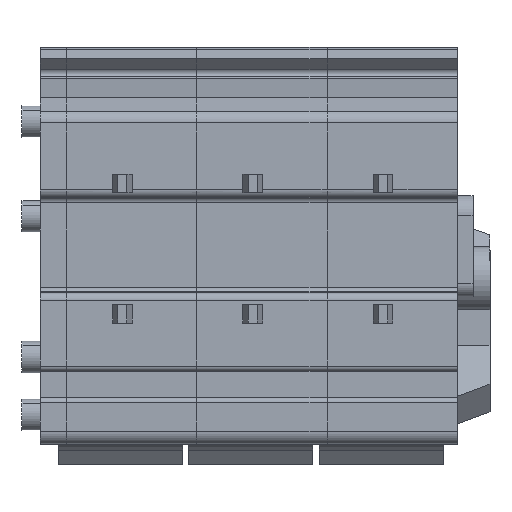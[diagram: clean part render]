
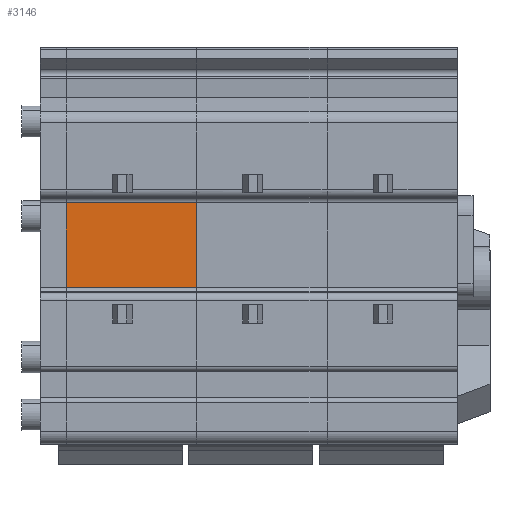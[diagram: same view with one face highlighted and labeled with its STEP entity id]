
A CAD part, front view. The second image highlights one B-rep face of the part: STEP entity #3146.
In plain terms, the highlighted face is planar.
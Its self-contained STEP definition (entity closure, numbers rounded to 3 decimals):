
#73 = ORIENTED_EDGE ( 'NONE', *, *, #3973, .F. ) ;
#312 = DIRECTION ( 'NONE',  ( 0.707, 0.707, 0. ) ) ;
#529 = CARTESIAN_POINT ( 'NONE',  ( 226.322, 242.575, -6. ) ) ;
#541 = VECTOR ( 'NONE', #312, 1000. ) ;
#565 = ORIENTED_EDGE ( 'NONE', *, *, #1868, .T. ) ;
#759 = CARTESIAN_POINT ( 'NONE',  ( 226.322, 242.575, -11. ) ) ;
#786 = VERTEX_POINT ( 'NONE', #1628 ) ;
#1283 = VECTOR ( 'NONE', #7163, 1000. ) ;
#1628 = CARTESIAN_POINT ( 'NONE',  ( 226.322, 242.575, -11. ) ) ;
#1868 = EDGE_CURVE ( 'NONE', #786, #3049, #6626, .T. ) ;
#1916 = CARTESIAN_POINT ( 'NONE',  ( 228.613, 244.866, -11. ) ) ;
#2269 = DIRECTION ( 'NONE',  ( -0.707, -0.707, 0. ) ) ;
#3049 = VERTEX_POINT ( 'NONE', #529 ) ;
#3146 = ADVANCED_FACE ( 'NONE', ( #5820 ), #7906, .F. ) ;
#3235 = CARTESIAN_POINT ( 'NONE',  ( 228.613, 244.866, -6. ) ) ;
#3973 = EDGE_CURVE ( 'NONE', #786, #7157, #6885, .T. ) ;
#4212 = DIRECTION ( 'NONE',  ( 0.707, -0.707, 0. ) ) ;
#4472 = CARTESIAN_POINT ( 'NONE',  ( 228.613, 244.866, -6. ) ) ;
#4586 = AXIS2_PLACEMENT_3D ( 'NONE', #5473, #4212, #2269 ) ;
#5075 = LINE ( 'NONE', #1916, #1283 ) ;
#5332 = EDGE_CURVE ( 'NONE', #5771, #3049, #5729, .T. ) ;
#5473 = CARTESIAN_POINT ( 'NONE',  ( 228.613, 244.866, 8.73 ) ) ;
#5690 = ORIENTED_EDGE ( 'NONE', *, *, #6191, .F. ) ;
#5729 = LINE ( 'NONE', #3235, #5751 ) ;
#5751 = VECTOR ( 'NONE', #5769, 1000. ) ;
#5769 = DIRECTION ( 'NONE',  ( -0.707, -0.707, 0. ) ) ;
#5771 = VERTEX_POINT ( 'NONE', #4472 ) ;
#5820 = FACE_OUTER_BOUND ( 'NONE', #7648, .T. ) ;
#6160 = CARTESIAN_POINT ( 'NONE',  ( 226.322, 242.575, -11. ) ) ;
#6191 = EDGE_CURVE ( 'NONE', #7157, #5771, #5075, .T. ) ;
#6626 = LINE ( 'NONE', #759, #8443 ) ;
#6885 = LINE ( 'NONE', #6160, #541 ) ;
#7055 = CARTESIAN_POINT ( 'NONE',  ( 228.613, 244.866, -11. ) ) ;
#7157 = VERTEX_POINT ( 'NONE', #7055 ) ;
#7163 = DIRECTION ( 'NONE',  ( 0., 0., 1. ) ) ;
#7326 = DIRECTION ( 'NONE',  ( 0., 0., 1. ) ) ;
#7648 = EDGE_LOOP ( 'NONE', ( #7897, #5690, #73, #565 ) ) ;
#7897 = ORIENTED_EDGE ( 'NONE', *, *, #5332, .F. ) ;
#7906 = PLANE ( 'NONE',  #4586 ) ;
#8443 = VECTOR ( 'NONE', #7326, 1000. ) ;
